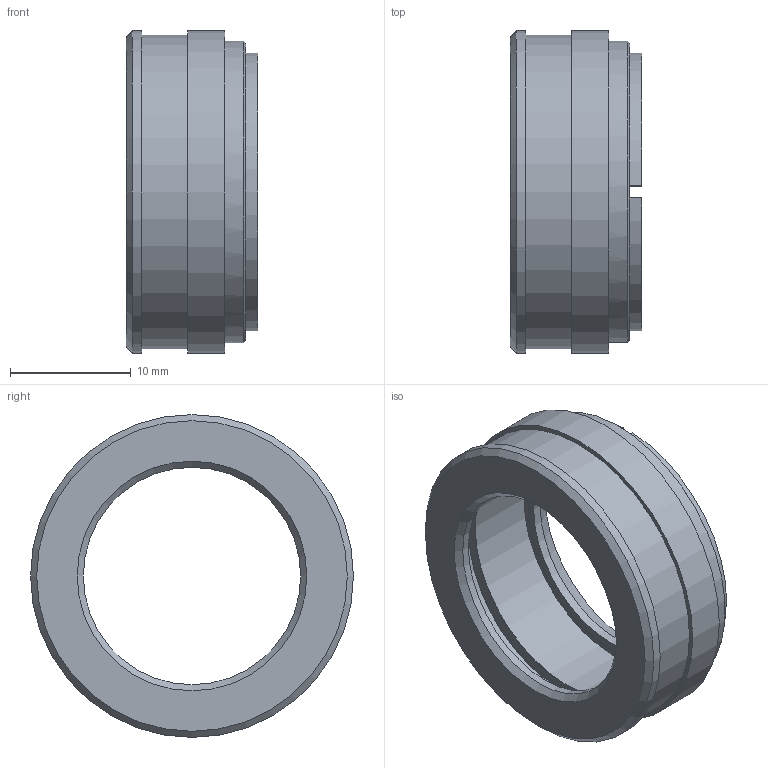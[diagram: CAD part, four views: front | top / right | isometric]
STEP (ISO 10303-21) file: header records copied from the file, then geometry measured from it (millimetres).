
FILE_DESCRIPTION((''),'2;1');
FILE_NAME('60110_0.stp','2009-08-20T10:57:04',('PODLENA'),(''),'Autodesk Inventor 2010','Autodesk Inventor 2010','');
FILE_SCHEMA(('AUTOMOTIVE_DESIGN { 1 0 10303 214 1 1 1 1 }'));
Length unit declared in the file: inch
Products named in the file (4): Assembly2 (LevelofDetail1); 60110.iam (~1); 60435; 60119
Assembly tree (3 placements, depth 3):
  Assembly2 (LevelofDetail1)
    60110.iam (~1)
      60435
      60119
Bounding box: 10.9 x 26.75 x 26.75 mm (x, y, z)
Volume: 2106.4 mm3; surface area: 3529.8 mm2
Topology: 2 solids, 2 shells, 39 faces, 75 edges, 48 vertices
Faces by surface type: plane 18, cylinder 14, cone 7
Full cylindrical faces by diameter (mm): 18.009 x2, 19.279 x2, 21.031 x1, 21.311 x1, 24.2 x1, 25 x1, 25.013 x1, 25.984 x1, 26.746 x2
Entity records: 1006 total; most frequent: DIRECTION 180, CARTESIAN_POINT 154, ORIENTED_EDGE 108, AXIS2_PLACEMENT_3D 84, EDGE_LOOP 70, EDGE_CURVE 54, VERTEX_POINT 46, FACE_OUTER_BOUND 39
